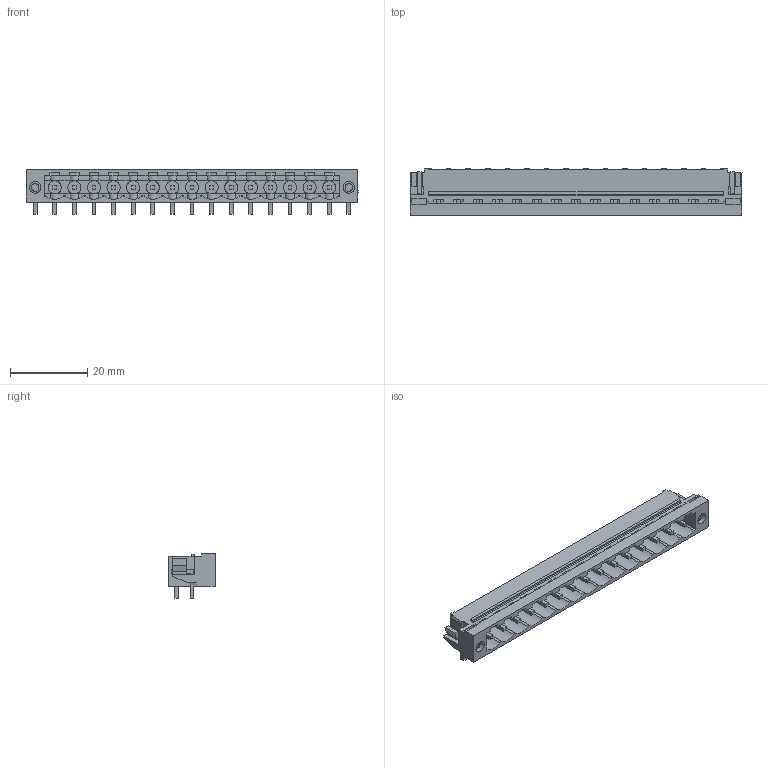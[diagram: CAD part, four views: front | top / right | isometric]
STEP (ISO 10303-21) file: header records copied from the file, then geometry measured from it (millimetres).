
FILE_DESCRIPTION(('CATIA V5R22 STEP214','CAx-IF Rec.Pracs.--- Model Styling and Organization---1.4--- 2014-01-23'),'2;1');
FILE_NAME ('D1456972_1_1837760000_1837760000.stp','2023-05-11T06:55:06+00:00',('none'),('Weidmueller'),'CATIA Version 5-6 Release 2016 SP3 HF44','CATIA V5 STEP AP214','none');
FILE_SCHEMA(('AUTOMOTIVE_DESIGN { 1 0 10303 214 1 1 1 1 }'));
Length unit declared in the file: millimetre
Products named in the file (1): 1837760000
Bounding box: 86 x 12 x 11.63 mm (x, y, z)
Volume: 3345.5 mm3; surface area: 7540.4 mm2
Topology: 18 solids, 18 shells, 955 faces, 2908 edges, 1918 vertices
Faces by surface type: plane 773, cylinder 150, extrusion 32
Entity records: 30796 total; most frequent: CARTESIAN_POINT 7194, ORIENTED_EDGE 5816, DIRECTION 3469, EDGE_CURVE 2908, VECTOR 2207, LINE 2175, VERTEX_POINT 1918, EDGE_LOOP 1012
